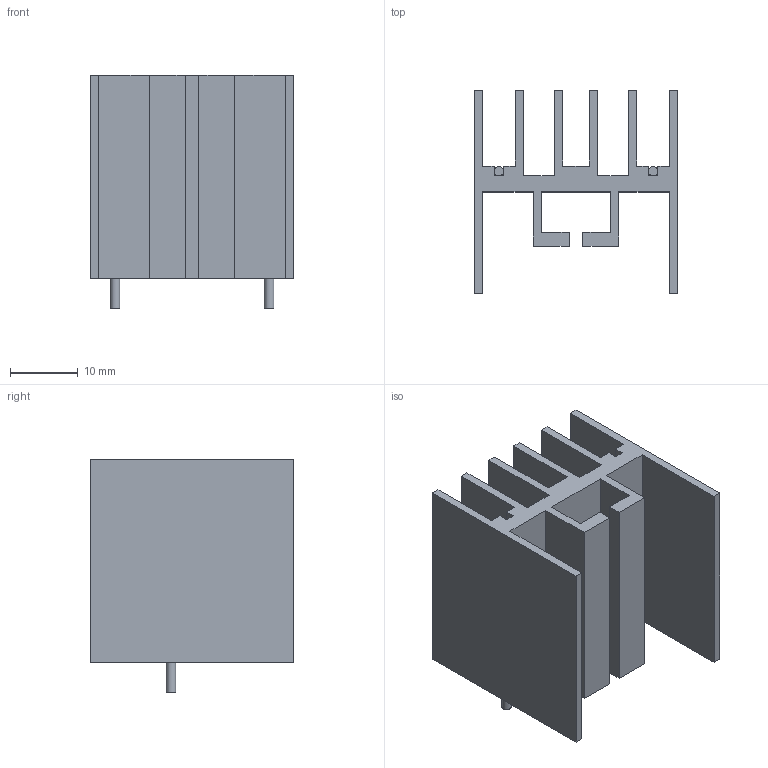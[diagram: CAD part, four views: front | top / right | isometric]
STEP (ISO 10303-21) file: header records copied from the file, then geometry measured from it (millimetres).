
FILE_DESCRIPTION(('FreeCAD Model'),'2;1');
FILE_NAME('Open CASCADE Shape Model','2022-01-09T12:29:12',(''),(''), 'Open CASCADE STEP processor 7.5','FreeCAD','Unknown');
FILE_SCHEMA(('AUTOMOTIVE_DESIGN { 1 0 10303 214 1 1 1 1 }'));
Length unit declared in the file: millimetre
Products named in the file (4): Assembly; LCS_Origin; Body; ピン
Assembly tree (4 placements, depth 2):
  Assembly
    LCS_Origin
    Body
    ピン  x2
Bounding box: 30 x 30 x 34.5 mm (x, y, z)
Volume: 7514.3 mm3; surface area: 10232.4 mm2
Topology: 3 solids, 3 shells, 56 faces, 150 edges, 100 vertices
Faces by surface type: plane 54, cylinder 2
Full cylindrical faces by diameter (mm): 1.4 x2
Entity records: 1755 total; most frequent: CARTESIAN_POINT 303, ORIENTED_EDGE 294, DIRECTION 265, EDGE_CURVE 147, LINE 145, VECTOR 145, VERTEX_POINT 98, AXIS2_PLACEMENT_3D 60
